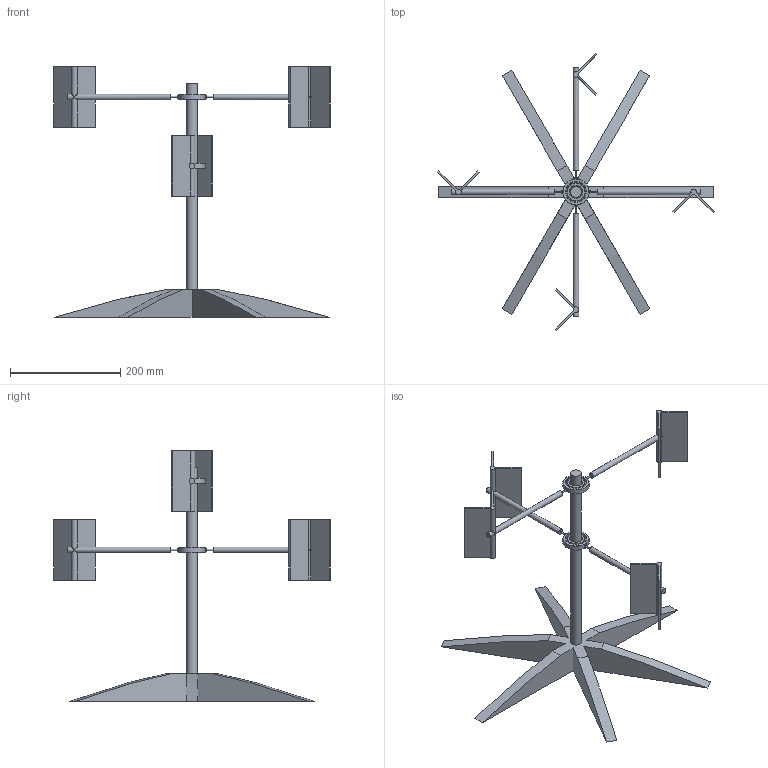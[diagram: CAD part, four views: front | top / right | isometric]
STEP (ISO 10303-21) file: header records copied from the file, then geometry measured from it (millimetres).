
FILE_DESCRIPTION(/* description */ (''),/* implementation_level */ '2;1');
FILE_NAME(/* name */ 'Wind Turbine Final v2 (~recovered).step',/* time_stamp */ '2023-03-24T16:09:05+05:30',/* author */ (''),/* organization */ (''),/* preprocessor_version */ 'ST-DEVELOPER v19.2',/* originating_system */ 'Autodesk Translation Framework v11.17.0.187',/* authorisation */ '');
FILE_SCHEMA (('AUTOMOTIVE_DESIGN { 1 0 10303 214 3 1 1 }'));
Length unit declared in the file: millimetre
Products named in the file (4): (Unsaved); 60355K508_Ball Bearing; Component4; 62645K41_Flange-Mounted Shaft Support
Assembly tree (10 placements, depth 2):
  (Unsaved)
    60355K508_Ball Bearing  x2
    62645K41_Flange-Mounted Shaft Support  x4
    Component4  x4
Bounding box: 502.51 x 502.51 x 455.03 mm (x, y, z)
Volume: 1280129 mm3; surface area: 305388.4 mm2
Topology: 41 solids, 41 shells, 1414 faces, 3881 edges, 2390 vertices
Faces by surface type: plane 651, cylinder 469, torus 140, sphere 100, cone 40, bspline 14
Full cylindrical faces by diameter (mm): 2.32 x4, 10.207 x4, 20 x1
Entity records: 13096 total; most frequent: CARTESIAN_POINT 3486, ORIENTED_EDGE 2040, DIRECTION 1905, EDGE_CURVE 1020, AXIS2_PLACEMENT_3D 768, VERTEX_POINT 657, EDGE_LOOP 417, FACE_OUTER_BOUND 402
